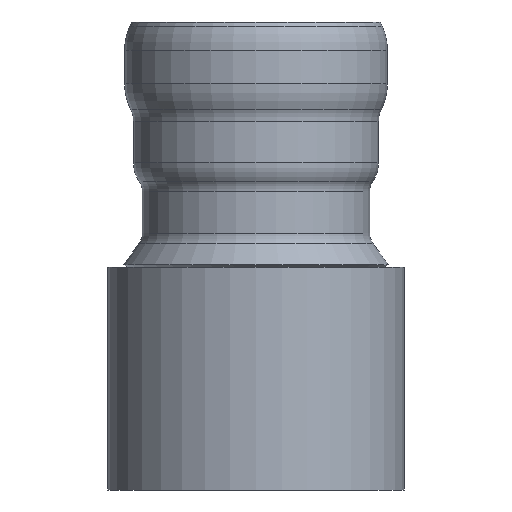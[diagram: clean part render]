
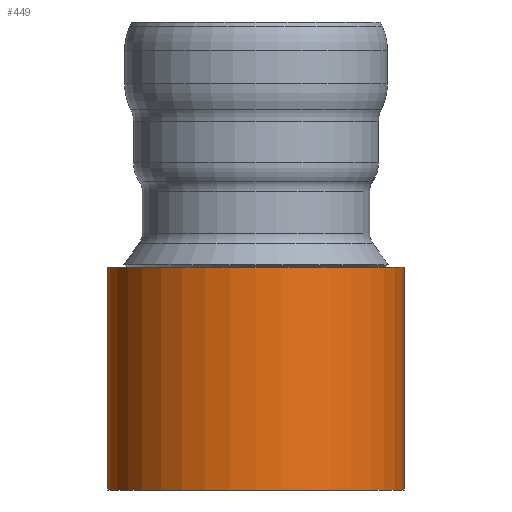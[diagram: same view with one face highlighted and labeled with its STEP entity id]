
A CAD part, front view. The second image highlights one B-rep face of the part: STEP entity #449.
In plain terms, the highlighted cylindrical face has radius 665 mm (diameter 1330 mm), a full revolution.
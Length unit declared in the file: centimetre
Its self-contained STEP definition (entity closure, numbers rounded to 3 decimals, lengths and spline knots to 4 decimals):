
#41=LINE('',#765,#54);
#54=VECTOR('',#584,66.5);
#67=CYLINDRICAL_SURFACE('',#485,66.5);
#80=FACE_OUTER_BOUND('',#110,.T.);
#110=EDGE_LOOP('',(#313,#314,#315,#316));
#136=CIRCLE('',#479,66.5);
#139=CIRCLE('',#484,66.5);
#192=VERTEX_POINT('',#753);
#195=VERTEX_POINT('',#762);
#236=EDGE_CURVE('',#192,#192,#136,.T.);
#240=EDGE_CURVE('',#195,#195,#139,.T.);
#241=EDGE_CURVE('',#192,#195,#41,.T.);
#313=ORIENTED_EDGE('',*,*,#236,.F.);
#314=ORIENTED_EDGE('',*,*,#241,.T.);
#315=ORIENTED_EDGE('',*,*,#240,.T.);
#316=ORIENTED_EDGE('',*,*,#241,.F.);
#449=ADVANCED_FACE('',(#80),#67,.T.);
#479=AXIS2_PLACEMENT_3D('',#754,#569,#570);
#484=AXIS2_PLACEMENT_3D('',#763,#580,#581);
#485=AXIS2_PLACEMENT_3D('',#764,#582,#583);
#569=DIRECTION('center_axis',(0.,0.,-1.));
#570=DIRECTION('ref_axis',(1.,0.,0.));
#580=DIRECTION('center_axis',(0.,0.,-1.));
#581=DIRECTION('ref_axis',(1.,0.,0.));
#582=DIRECTION('center_axis',(0.,0.,-1.));
#583=DIRECTION('ref_axis',(1.,0.,0.));
#584=DIRECTION('',(0.,0.,1.));
#753=CARTESIAN_POINT('',(635.0113,155.0351,-86.3684));
#754=CARTESIAN_POINT('Origin',(701.5113,155.0351,-86.3684));
#762=CARTESIAN_POINT('',(635.0113,155.0351,13.6316));
#763=CARTESIAN_POINT('Origin',(701.5113,155.0351,13.6316));
#764=CARTESIAN_POINT('Origin',(701.5113,155.0351,-36.3684));
#765=CARTESIAN_POINT('',(635.0113,155.0351,-36.3684));
